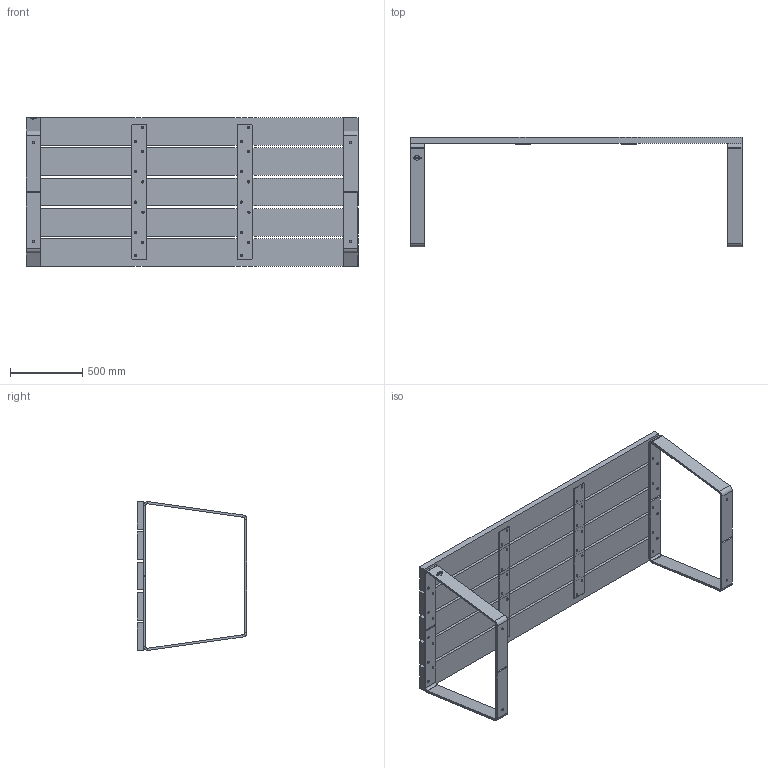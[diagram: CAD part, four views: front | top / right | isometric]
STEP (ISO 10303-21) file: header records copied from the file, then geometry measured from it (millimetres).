
FILE_DESCRIPTION (( 'STEP AP203' ), '1' );
FILE_NAME ('MOTA.2300.STEP', '2021-03-16T08:43:46', ( '' ), ( '' ), 'SwSTEP 2.0', 'SolidWorks 2020', '' );
FILE_SCHEMA (( 'CONFIG_CONTROL_DESIGN' ));
Length unit declared in the file: millimetre
Products named in the file (7): MOTA.2300 Frame; MOTA.2300 Strip; MOTA.2300 Wood; FURNS Brandtag sticker; MOTA.2300 Frame Side; MOTA.2300
Assembly tree (14 placements, depth 3):
  MOTA.2300
    MOTA.2300 Strip  x2
    MOTA.2300 Wood  x5
    MOTA.2300 Frame
      MOTA.2300 Frame Side  x2
    MOTA.2300 Frame
      MOTA.2300 Frame Side  x2
    FURNS Brandtag sticker
Bounding box: 2300 x 760 x 1030 mm (x, y, z)
Volume: 102314249.1 mm3; surface area: 7308374 mm2
Topology: 12 solids, 12 shells, 659 faces, 1693 edges, 1078 vertices
Faces by surface type: plane 360, cylinder 125, cone 88, bspline 86
Entity records: 15110 total; most frequent: CARTESIAN_POINT 3627, ORIENTED_EDGE 2346, DIRECTION 1863, EDGE_CURVE 1173, LINE 875, VECTOR 875, VERTEX_POINT 766, AXIS2_PLACEMENT_3D 494
